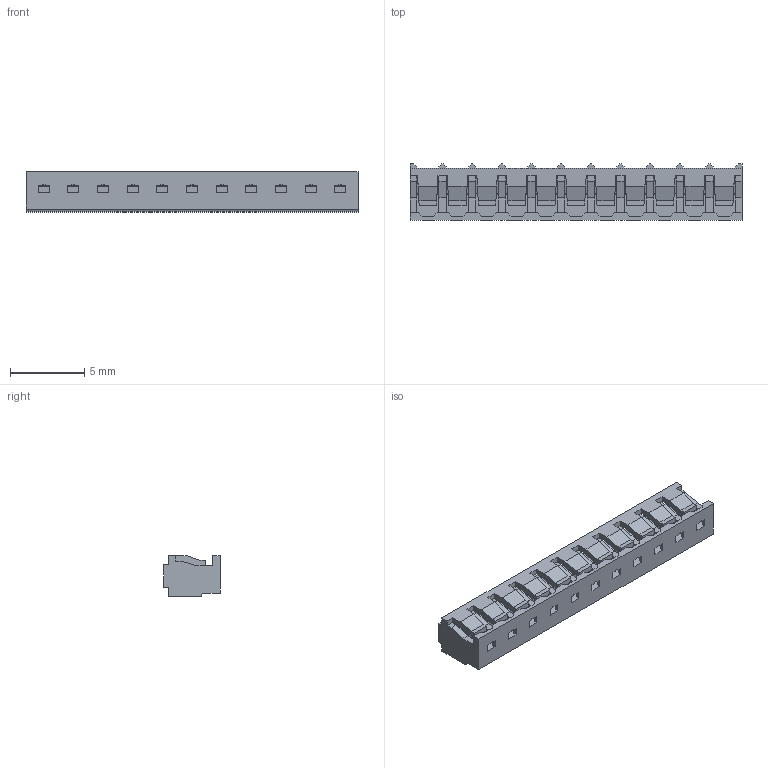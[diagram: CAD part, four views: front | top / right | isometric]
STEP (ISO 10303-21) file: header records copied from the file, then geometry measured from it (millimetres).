
FILE_DESCRIPTION((''),'2;1');
FILE_NAME('510151100','2010-04-13T',('pnb'),(''),'PRO/ENGINEER BY PARAMETRIC TECHNOLOGY CORPORATION, 2003451','PRO/ENGINEER BY PARAMETRIC TECHNOLOGY CORPORATION, 2003451','');
FILE_SCHEMA(('CONFIG_CONTROL_DESIGN'));
Length unit declared in the file: millimetre
Products named in the file (1): 510151100
Bounding box: 22.4 x 3.8 x 2.75 mm (x, y, z)
Volume: 132 mm3; surface area: 557.7 mm2
Topology: 1 solids, 1 shells, 569 faces, 1785 edges, 1192 vertices
Faces by surface type: plane 557, cylinder 12
Entity records: 19549 total; most frequent: CARTESIAN_POINT 3512, ORIENTED_EDGE 3512, DIRECTION 2973, EDGE_CURVE 1756, VECTOR 1739, LINE 1739, VERTEX_POINT 1156, EDGE_LOOP 624
